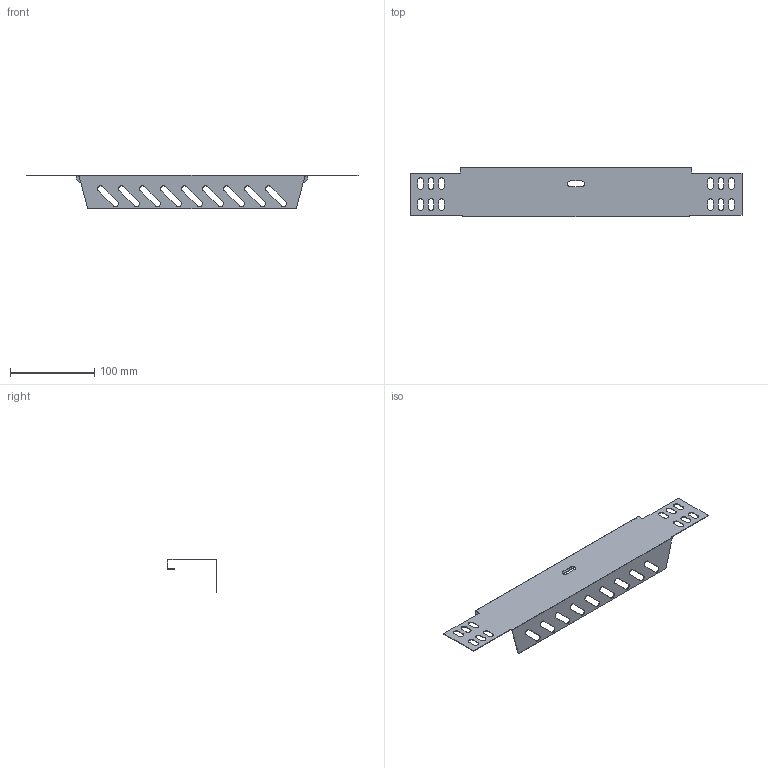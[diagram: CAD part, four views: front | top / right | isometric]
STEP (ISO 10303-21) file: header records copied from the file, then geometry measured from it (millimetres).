
FILE_DESCRIPTION (( 'STEP AP214' ), '1' );
FILE_NAME ('7109615.stp', '2018-10-02T14:10:10', ( '' ), ( '' ), 'SwSTEP 2.0', 'SolidWorks 2018', '' );
FILE_SCHEMA (( 'AUTOMOTIVE_DESIGN' ));
Length unit declared in the file: millimetre
Products named in the file (1): 7109615
Bounding box: 395 x 59.4 x 40 mm (x, y, z)
Volume: 24179.1 mm3; surface area: 70565.7 mm2
Topology: 1 solids, 1 shells, 132 faces, 390 edges, 260 vertices
Faces by surface type: plane 74, cylinder 54, bspline 4
Entity records: 4688 total; most frequent: CARTESIAN_POINT 987, ORIENTED_EDGE 780, DIRECTION 732, EDGE_CURVE 390, VERTEX_POINT 260, VECTOR 258, LINE 258, AXIS2_PLACEMENT_3D 237
